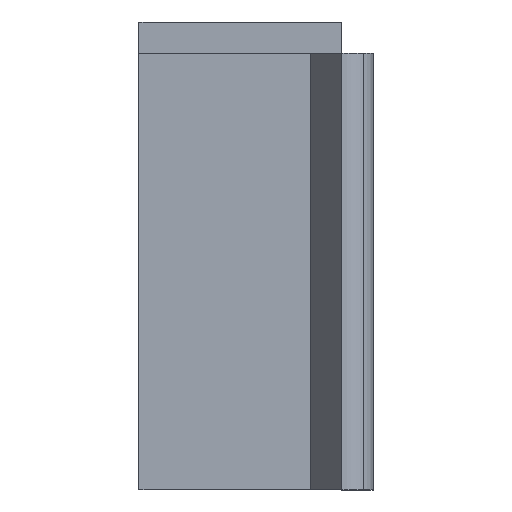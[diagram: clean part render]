
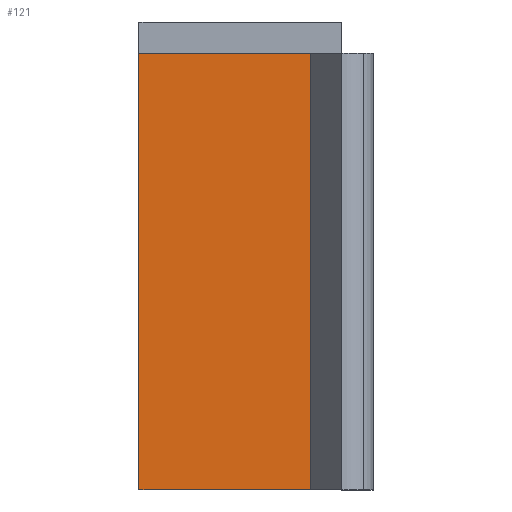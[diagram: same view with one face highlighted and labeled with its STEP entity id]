
A CAD part, left-side view. The second image highlights one B-rep face of the part: STEP entity #121.
In plain terms, the highlighted planar face has unit normal (-1, 0, 0).
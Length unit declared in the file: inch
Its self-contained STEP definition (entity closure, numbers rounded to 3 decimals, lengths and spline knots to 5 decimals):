
#121=ADVANCED_FACE('',(#246),#247,.T.);
#246=FACE_OUTER_BOUND('',#467,.T.);
#247=PLANE('',#468);
#467=EDGE_LOOP('',(#734,#735,#736,#737));
#468=AXIS2_PLACEMENT_3D('',#738,#739,#740);
#734=ORIENTED_EDGE('',*,*,#807,.F.);
#735=ORIENTED_EDGE('',*,*,#895,.F.);
#736=ORIENTED_EDGE('',*,*,#811,.F.);
#737=ORIENTED_EDGE('',*,*,#904,.F.);
#738=CARTESIAN_POINT('',(0.,0.81097,1.74672));
#739=DIRECTION('',(-1.0,0.0,0.0));
#740=DIRECTION('',(0.0,0.0,-1.0));
#807=EDGE_CURVE('',#951,#929,#952,.T.);
#811=EDGE_CURVE('',#956,#957,#958,.T.);
#895=EDGE_CURVE('',#957,#951,#1087,.T.);
#904=EDGE_CURVE('',#929,#956,#1097,.T.);
#929=VERTEX_POINT('',#1124);
#951=VERTEX_POINT('',#1160);
#952=LINE('',#1161,#1162);
#956=VERTEX_POINT('',#1167);
#957=VERTEX_POINT('',#1168);
#958=LINE('',#1169,#1170);
#1087=LINE('',#1404,#1405);
#1097=LINE('',#1426,#1427);
#1124=CARTESIAN_POINT('',(0.,0.25,0.));
#1160=CARTESIAN_POINT('',(0.,0.25,3.49344));
#1161=CARTESIAN_POINT('',(0.,0.25,3.49344));
#1162=VECTOR('',#1470,1.0);
#1167=CARTESIAN_POINT('',(0.,1.62195,0.));
#1168=CARTESIAN_POINT('',(0.,1.62195,3.49344));
#1169=CARTESIAN_POINT('',(0.,1.62195,0.));
#1170=VECTOR('',#1472,1.);
#1404=CARTESIAN_POINT('',(0.,0.12476,3.49344));
#1405=VECTOR('',#1530,1.);
#1426=CARTESIAN_POINT('',(0.,0.,0.));
#1427=VECTOR('',#1533,1.);
#1470=DIRECTION('',(0.0,0.0,-1.0));
#1472=DIRECTION('',(0.0,0.0,1.0));
#1530=DIRECTION('',(0.0,-1.0,0.0));
#1533=DIRECTION('',(0.0,1.0,0.0));
